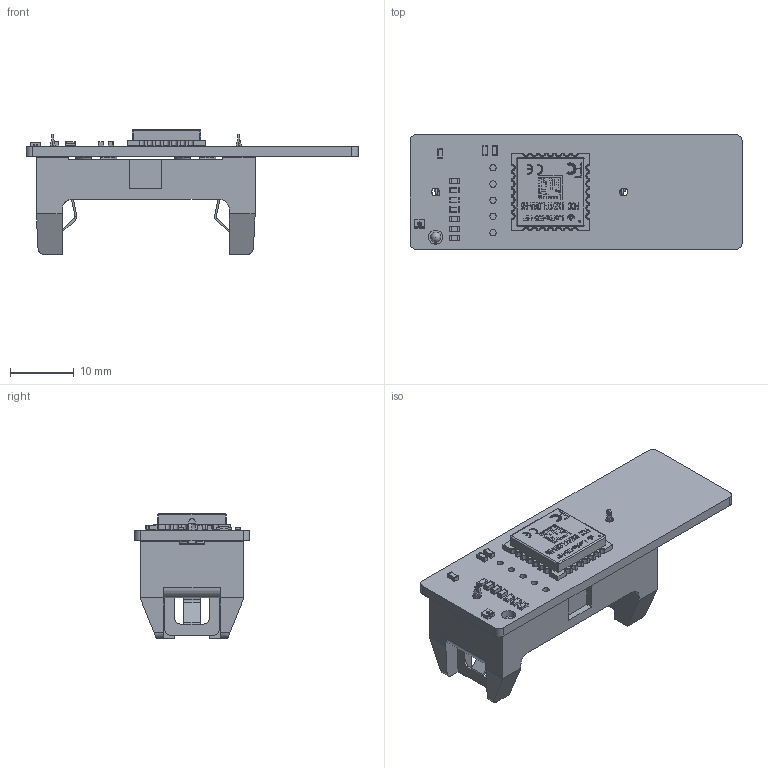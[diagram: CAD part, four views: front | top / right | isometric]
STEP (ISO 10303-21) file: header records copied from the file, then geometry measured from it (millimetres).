
FILE_DESCRIPTION(('KiCad electronic assembly'),'2;1');
FILE_NAME('LoRa-V3-Mini-PCB-3D.step','2024-10-09T18:32:33',('Pcbnew'),( 'Kicad'),'Open CASCADE STEP processor 7.6','KiCad to STEP converter' ,'Unknown');
FILE_SCHEMA(('AUTOMOTIVE_DESIGN { 1 0 10303 214 1 1 1 1 }'));
Length unit declared in the file: millimetre
Products named in the file (17): LoRa-V3-Mini-PCB-3D 1; C0603; Part 3; Part 2; Part 1; R0603; Part 4; SHT40-AD1B-R2; 149048-00_Publikationsmodell SHT4xA-StandardDFN; LoRa-E5-HF_3D_File; LORA-E5-HF00; Keystone-108; 108; kibot_df39mkz2_PCB
Assembly tree (24 placements, depth 3):
  LoRa-V3-Mini-PCB-3D 1
    C0603  x6
      Part 3
      Part 2
      Part 1
    R0603  x4
      Part 4
      Part 3
      Part 2
      Part 1
    SHT40-AD1B-R2
      149048-00_Publikationsmodell SHT4xA-StandardDFN
    LoRa-E5-HF_3D_File
      LORA-E5-HF00
    Keystone-108
      108
    kibot_df39mkz2_PCB
Bounding box: 52 x 18 x 19.57 mm (x, y, z)
Volume: 4212 mm3; surface area: 5984 mm2
Topology: 46 solids, 46 shells, 2256 faces, 6009 edges, 3904 vertices
Faces by surface type: bspline 1188, plane 770, cylinder 245, sphere 49, torus 4
Full cylindrical faces by diameter (mm): 1 x5, 1.25 x2, 2.25 x1
Entity records: 66689 total; most frequent: CARTESIAN_POINT 25528, ORIENTED_EDGE 10456, EDGE_CURVE 5228, DIRECTION 3842, VERTEX_POINT 3456, B_SPLINE_CURVE_WITH_KNOTS 3040, FACE_BOUND 2079, EDGE_LOOP 2079
